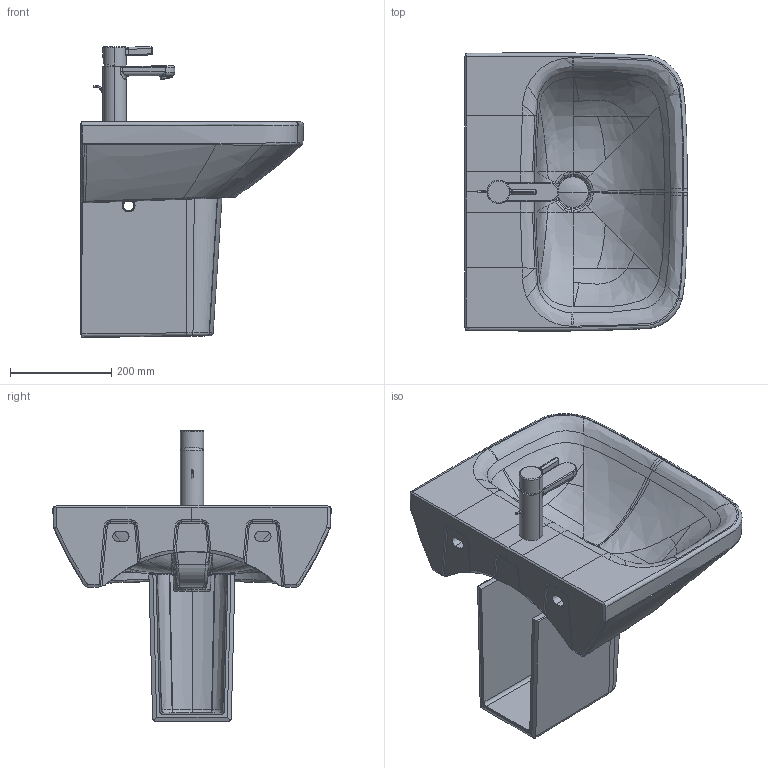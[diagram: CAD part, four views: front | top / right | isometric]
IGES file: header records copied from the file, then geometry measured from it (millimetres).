
Global section: file name: No Iges File Name specified; native system: Autodesk Inventor 2011; preprocessor: AutoDesk Inventor Iges Exporter R2011; author: Administrator; date: 20130527.172646; units: millimetre
Bounding box: 439.96 x 549.33 x 573.68 mm (x, y, z)
Volume: 16320574.1 mm3; surface area: 1341982.2 mm2
Topology: 8 solids, 8 shells, 628 faces, 1606 edges, 989 vertices
Faces by surface type: bspline 369, plane 97, revolution 69, cylinder 62, torus 25, cone 4, sphere 2
